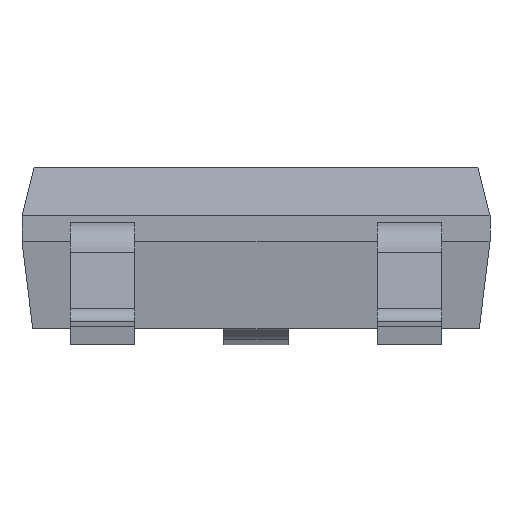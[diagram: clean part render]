
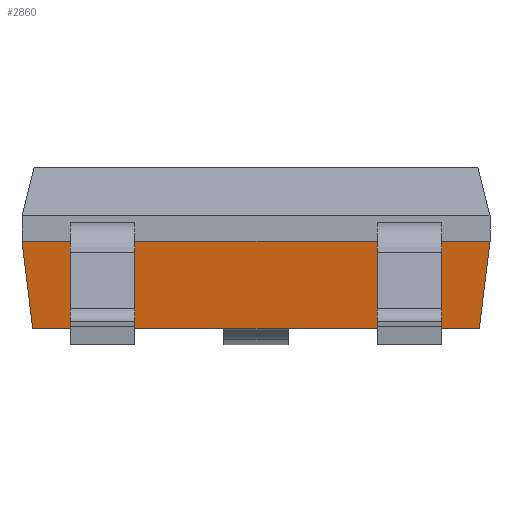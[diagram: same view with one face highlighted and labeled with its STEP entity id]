
A CAD part, front view. The second image highlights one B-rep face of the part: STEP entity #2860.
In plain terms, the highlighted planar face has unit normal (0, -0.993, -0.122).
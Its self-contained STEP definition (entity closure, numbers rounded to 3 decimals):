
#190=LINE('',#3973,#348);
#193=LINE('',#3978,#351);
#197=LINE('',#3986,#355);
#207=LINE('',#4005,#365);
#208=LINE('',#4007,#366);
#209=LINE('',#4009,#367);
#210=LINE('',#4010,#368);
#211=LINE('',#4011,#369);
#348=VECTOR('',#3136,1000.);
#351=VECTOR('',#3139,1000.);
#355=VECTOR('',#3143,1000.);
#365=VECTOR('',#3165,1000.);
#366=VECTOR('',#3168,1000.);
#367=VECTOR('',#3169,1000.);
#368=VECTOR('',#3170,1000.);
#369=VECTOR('',#3171,1000.);
#601=ORIENTED_EDGE('',*,*,#1185,.F.);
#602=ORIENTED_EDGE('',*,*,#1199,.F.);
#603=ORIENTED_EDGE('',*,*,#1200,.T.);
#604=ORIENTED_EDGE('',*,*,#1201,.T.);
#605=ORIENTED_EDGE('',*,*,#1182,.F.);
#606=ORIENTED_EDGE('',*,*,#1202,.F.);
#607=ORIENTED_EDGE('',*,*,#1189,.F.);
#608=ORIENTED_EDGE('',*,*,#1203,.T.);
#1182=EDGE_CURVE('',#1489,#1490,#190,.T.);
#1185=EDGE_CURVE('',#1485,#1492,#193,.T.);
#1189=EDGE_CURVE('',#1495,#1496,#197,.T.);
#1199=EDGE_CURVE('',#1498,#1485,#207,.T.);
#1200=EDGE_CURVE('',#1498,#1499,#208,.T.);
#1201=EDGE_CURVE('',#1499,#1490,#209,.T.);
#1202=EDGE_CURVE('',#1496,#1489,#210,.F.);
#1203=EDGE_CURVE('',#1495,#1492,#211,.F.);
#1485=VERTEX_POINT('',#3963);
#1489=VERTEX_POINT('',#3972);
#1490=VERTEX_POINT('',#3974);
#1492=VERTEX_POINT('',#3979);
#1495=VERTEX_POINT('',#3985);
#1496=VERTEX_POINT('',#3987);
#1498=VERTEX_POINT('',#4004);
#1499=VERTEX_POINT('',#4008);
#1660=EDGE_LOOP('',(#601,#602,#603,#604,#605,#606,#607,#608));
#1794=FACE_BOUND('',#1660,.T.);
#1919=PLANE('',#2987);
#2860=ADVANCED_FACE('',(#1794),#1919,.T.);
#2987=AXIS2_PLACEMENT_3D('',#4006,#3166,#3167);
#3136=DIRECTION('',(1.,0.,0.));
#3139=DIRECTION('',(1.,0.,0.));
#3143=DIRECTION('',(1.,0.,0.));
#3165=DIRECTION('',(-0.121,-0.121,0.985));
#3166=DIRECTION('',(0.,-0.993,-0.122));
#3167=DIRECTION('',(0.,0.122,-0.993));
#3168=DIRECTION('',(1.,0.,0.));
#3169=DIRECTION('',(0.121,-0.121,0.985));
#3170=DIRECTION('',(-1.,0.,0.));
#3171=DIRECTION('',(1.,0.,0.));
#3963=CARTESIAN_POINT('',(-1.45,-0.65,0.));
#3972=CARTESIAN_POINT('',(1.15,-0.65,0.));
#3973=CARTESIAN_POINT('',(-1.45,-0.65,0.));
#3974=CARTESIAN_POINT('',(1.45,-0.65,0.));
#3978=CARTESIAN_POINT('',(-1.45,-0.65,0.));
#3979=CARTESIAN_POINT('',(-1.15,-0.65,0.));
#3985=CARTESIAN_POINT('',(-0.75,-0.65,0.));
#3986=CARTESIAN_POINT('',(-1.45,-0.65,0.));
#3987=CARTESIAN_POINT('',(0.75,-0.65,0.));
#4004=CARTESIAN_POINT('',(-1.384,-0.584,-0.54));
#4005=CARTESIAN_POINT('',(-1.44,-0.64,-0.077));
#4006=CARTESIAN_POINT('',(0.,-0.65,0.));
#4007=CARTESIAN_POINT('',(-1.45,-0.584,-0.54));
#4008=CARTESIAN_POINT('',(1.384,-0.584,-0.54));
#4009=CARTESIAN_POINT('',(1.429,-0.629,-0.173));
#4010=CARTESIAN_POINT('',(1.15,-0.65,0.));
#4011=CARTESIAN_POINT('',(-1.15,-0.65,0.));
